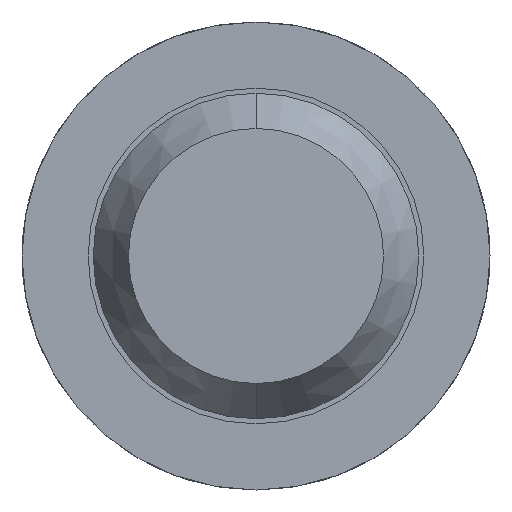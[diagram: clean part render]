
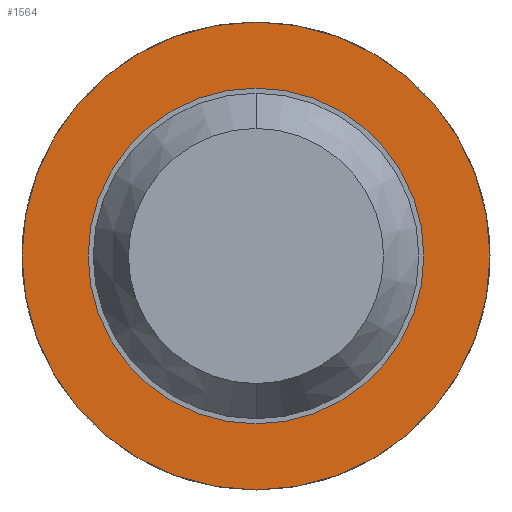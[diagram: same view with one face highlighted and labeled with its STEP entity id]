
A CAD part, front view. The second image highlights one B-rep face of the part: STEP entity #1564.
In plain terms, the highlighted planar face has unit normal (0, -1, 0).
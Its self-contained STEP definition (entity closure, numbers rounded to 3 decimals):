
#359 = DIRECTION ( 'NONE',  ( 0., 0., 1. ) ) ;
#390 = CARTESIAN_POINT ( 'NONE',  ( 0., -1.7, 1.15 ) ) ;
#469 = VERTEX_POINT ( 'NONE', #1352 ) ;
#495 = CARTESIAN_POINT ( 'NONE',  ( 0.825, -1.7, 0. ) ) ;
#603 = ORIENTED_EDGE ( 'NONE', *, *, #3455, .T. ) ;
#683 = ORIENTED_EDGE ( 'NONE', *, *, #747, .F. ) ;
#726 = CIRCLE ( 'NONE', #3044, 1.15 ) ;
#747 = EDGE_CURVE ( 'Defeature ausgef�hrt2_10+Defeature ausgef�hrt2_14+Defeature ausgef�hrt2_14+Defeature ausgef�hrt2_14', #3365, #1089, #726, .T. ) ;
#1089 = VERTEX_POINT ( 'NONE', #390 ) ;
#1246 = CIRCLE ( 'NONE', #3287, 0.825 ) ;
#1352 = CARTESIAN_POINT ( 'NONE',  ( 0., -1.7, -0.825 ) ) ;
#1355 = CARTESIAN_POINT ( 'NONE',  ( 0., -1.7, 0. ) ) ;
#1378 = CIRCLE ( 'NONE', #1911, 0.825 ) ;
#1564 = ADVANCED_FACE ( 'Defeature ausgef�hrt2_14', ( #3640, #2022 ), #3962, .F. ) ;
#1574 = CARTESIAN_POINT ( 'NONE',  ( 0., -1.7, 0. ) ) ;
#1637 = CARTESIAN_POINT ( 'NONE',  ( 0., -1.7, 0. ) ) ;
#1690 = EDGE_LOOP ( 'NONE', ( #603, #3050 ) ) ;
#1714 = DIRECTION ( 'NONE',  ( 0., 1., 0. ) ) ;
#1828 = EDGE_LOOP ( 'NONE', ( #2030, #683 ) ) ;
#1911 = AXIS2_PLACEMENT_3D ( 'NONE', #1355, #3591, #1996 ) ;
#1996 = DIRECTION ( 'NONE',  ( 0., 0., 1. ) ) ;
#2022 = FACE_BOUND ( 'NONE', #1690, .T. ) ;
#2030 = ORIENTED_EDGE ( 'NONE', *, *, #4057, .F. ) ;
#2172 = AXIS2_PLACEMENT_3D ( 'NONE', #1574, #3408, #3815 ) ;
#2198 = DIRECTION ( 'NONE',  ( 0., 1., 0. ) ) ;
#2370 = DIRECTION ( 'NONE',  ( 0., 0., 1. ) ) ;
#2452 = AXIS2_PLACEMENT_3D ( 'NONE', #495, #1714, #2370 ) ;
#2538 = DIRECTION ( 'NONE',  ( 0., 1., 0. ) ) ;
#3044 = AXIS2_PLACEMENT_3D ( 'NONE', #1637, #2538, #359 ) ;
#3050 = ORIENTED_EDGE ( 'NONE', *, *, #3654, .T. ) ;
#3087 = CIRCLE ( 'NONE', #2172, 1.15 ) ;
#3140 = CARTESIAN_POINT ( 'NONE',  ( 0., -1.7, 0. ) ) ;
#3287 = AXIS2_PLACEMENT_3D ( 'NONE', #3140, #2198, #3459 ) ;
#3315 = CARTESIAN_POINT ( 'NONE',  ( 0., -1.7, -1.15 ) ) ;
#3365 = VERTEX_POINT ( 'NONE', #3315 ) ;
#3408 = DIRECTION ( 'NONE',  ( 0., 1., 0. ) ) ;
#3455 = EDGE_CURVE ( 'Defeature ausgef�hrt2_14+Defeature ausgef�hrt2_13+Defeature ausgef�hrt2_13+Defeature ausgef�hrt2_13', #3836, #469, #1378, .T. ) ;
#3459 = DIRECTION ( 'NONE',  ( 0., 0., 1. ) ) ;
#3591 = DIRECTION ( 'NONE',  ( 0., 1., 0. ) ) ;
#3640 = FACE_OUTER_BOUND ( 'NONE', #1828, .T. ) ;
#3654 = EDGE_CURVE ( 'Defeature ausgef�hrt2_14+Defeature ausgef�hrt2_13+Defeature ausgef�hrt2_13+Defeature ausgef�hrt2_13', #469, #3836, #1246, .T. ) ;
#3815 = DIRECTION ( 'NONE',  ( 0., 0., 1. ) ) ;
#3836 = VERTEX_POINT ( 'NONE', #3989 ) ;
#3962 = PLANE ( 'NONE',  #2452 ) ;
#3989 = CARTESIAN_POINT ( 'NONE',  ( 0., -1.7, 0.825 ) ) ;
#4057 = EDGE_CURVE ( 'Defeature ausgef�hrt2_10+Defeature ausgef�hrt2_14+Defeature ausgef�hrt2_14+Defeature ausgef�hrt2_14', #1089, #3365, #3087, .T. ) ;
